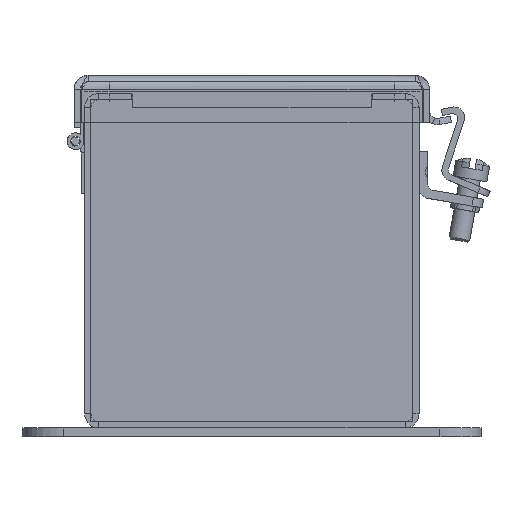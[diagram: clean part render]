
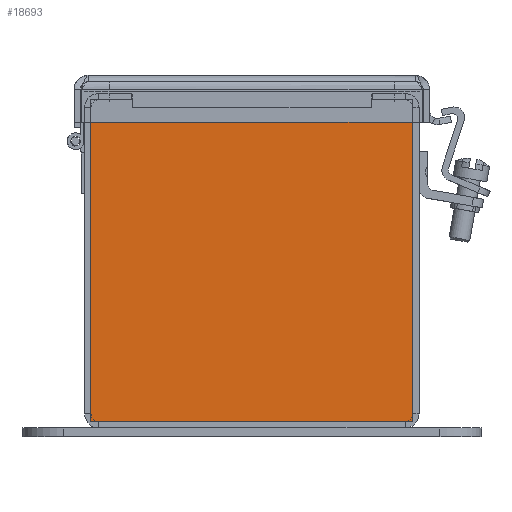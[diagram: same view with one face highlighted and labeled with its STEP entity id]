
A CAD part, left-side view. The second image highlights one B-rep face of the part: STEP entity #18693.
In plain terms, the highlighted face is planar.
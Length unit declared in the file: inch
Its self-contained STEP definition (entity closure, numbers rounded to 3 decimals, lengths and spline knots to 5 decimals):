
#540=PLANE('',#19862);
#1117=FACE_OUTER_BOUND('',#2052,.T.);
#2052=EDGE_LOOP('',(#12334,#12335,#12336,#12337,#12338,#12339,#12340,#12341,
#12342,#12343,#12344,#12345));
#4003=LINE('',#26880,#5911);
#4018=LINE('',#26916,#5926);
#4021=LINE('',#26923,#5929);
#4025=LINE('',#26930,#5933);
#4027=LINE('',#26934,#5935);
#4028=LINE('',#26936,#5936);
#4029=LINE('',#26938,#5937);
#4030=LINE('',#26940,#5938);
#4031=LINE('',#26942,#5939);
#4032=LINE('',#26944,#5940);
#4033=LINE('',#26946,#5941);
#4034=LINE('',#26947,#5942);
#5911=VECTOR('',#21641,0.3937);
#5926=VECTOR('',#21680,0.3937);
#5929=VECTOR('',#21685,0.3937);
#5933=VECTOR('',#21691,0.3937);
#5935=VECTOR('',#21695,0.3937);
#5936=VECTOR('',#21696,0.3937);
#5937=VECTOR('',#21697,0.3937);
#5938=VECTOR('',#21698,0.3937);
#5939=VECTOR('',#21699,0.3937);
#5940=VECTOR('',#21700,0.3937);
#5941=VECTOR('',#21701,0.3937);
#5942=VECTOR('',#21702,0.3937);
#7800=VERTEX_POINT('',#26877);
#7801=VERTEX_POINT('',#26879);
#7810=VERTEX_POINT('',#26915);
#7812=VERTEX_POINT('',#26921);
#7813=VERTEX_POINT('',#26922);
#7816=VERTEX_POINT('',#26933);
#7817=VERTEX_POINT('',#26935);
#7818=VERTEX_POINT('',#26937);
#7819=VERTEX_POINT('',#26939);
#7820=VERTEX_POINT('',#26941);
#7821=VERTEX_POINT('',#26943);
#7822=VERTEX_POINT('',#26945);
#9570=EDGE_CURVE('',#7801,#7800,#4003,.T.);
#9588=EDGE_CURVE('',#7810,#7801,#4018,.T.);
#9591=EDGE_CURVE('',#7812,#7813,#4021,.T.);
#9595=EDGE_CURVE('',#7813,#7810,#4025,.T.);
#9597=EDGE_CURVE('',#7800,#7816,#4027,.T.);
#9598=EDGE_CURVE('',#7816,#7817,#4028,.T.);
#9599=EDGE_CURVE('',#7817,#7818,#4029,.T.);
#9600=EDGE_CURVE('',#7818,#7819,#4030,.T.);
#9601=EDGE_CURVE('',#7819,#7820,#4031,.T.);
#9602=EDGE_CURVE('',#7820,#7821,#4032,.T.);
#9603=EDGE_CURVE('',#7821,#7822,#4033,.T.);
#9604=EDGE_CURVE('',#7822,#7812,#4034,.T.);
#12334=ORIENTED_EDGE('',*,*,#9591,.T.);
#12335=ORIENTED_EDGE('',*,*,#9595,.T.);
#12336=ORIENTED_EDGE('',*,*,#9588,.T.);
#12337=ORIENTED_EDGE('',*,*,#9570,.T.);
#12338=ORIENTED_EDGE('',*,*,#9597,.T.);
#12339=ORIENTED_EDGE('',*,*,#9598,.T.);
#12340=ORIENTED_EDGE('',*,*,#9599,.T.);
#12341=ORIENTED_EDGE('',*,*,#9600,.T.);
#12342=ORIENTED_EDGE('',*,*,#9601,.T.);
#12343=ORIENTED_EDGE('',*,*,#9602,.T.);
#12344=ORIENTED_EDGE('',*,*,#9603,.T.);
#12345=ORIENTED_EDGE('',*,*,#9604,.T.);
#18693=ADVANCED_FACE('',(#1117),#540,.F.);
#19862=AXIS2_PLACEMENT_3D('',#26932,#21693,#21694);
#21641=DIRECTION('',(1.,0.,0.));
#21680=DIRECTION('',(0.,1.,0.));
#21685=DIRECTION('',(0.,-1.,0.));
#21691=DIRECTION('',(1.,0.,0.));
#21693=DIRECTION('center_axis',(0.,0.,1.));
#21694=DIRECTION('ref_axis',(1.,0.,0.));
#21695=DIRECTION('',(0.,-1.,0.));
#21696=DIRECTION('',(1.,0.,0.));
#21697=DIRECTION('',(0.,1.,0.));
#21698=DIRECTION('',(1.,0.,0.));
#21699=DIRECTION('',(0.,-1.,0.));
#21700=DIRECTION('',(-1.,0.,0.));
#21701=DIRECTION('',(0.,1.,0.));
#21702=DIRECTION('',(1.,0.,0.));
#26877=CARTESIAN_POINT('',(1.4275,1.83225,0.));
#26879=CARTESIAN_POINT('',(-1.4275,1.83225,0.));
#26880=CARTESIAN_POINT('',(-0.71375,1.83225,0.));
#26915=CARTESIAN_POINT('',(-1.4275,1.83205,0.));
#26916=CARTESIAN_POINT('',(-1.4275,0.91602,0.));
#26921=CARTESIAN_POINT('',(-1.4277,1.926,0.));
#26922=CARTESIAN_POINT('',(-1.4277,1.83205,0.));
#26923=CARTESIAN_POINT('',(-1.4277,0.963,0.));
#26930=CARTESIAN_POINT('',(-0.71385,1.83205,0.));
#26932=CARTESIAN_POINT('Origin',(0.,0.,
0.));
#26933=CARTESIAN_POINT('',(1.4275,1.83205,0.));
#26934=CARTESIAN_POINT('',(1.4275,0.963,0.));
#26935=CARTESIAN_POINT('',(1.4277,1.83205,0.));
#26936=CARTESIAN_POINT('',(0.71375,1.83205,0.));
#26937=CARTESIAN_POINT('',(1.4277,1.926,0.));
#26938=CARTESIAN_POINT('',(1.4277,0.91603,0.));
#26939=CARTESIAN_POINT('',(1.926,1.926,0.));
#26940=CARTESIAN_POINT('',(-1.926,1.926,0.));
#26941=CARTESIAN_POINT('',(1.926,-1.926,0.));
#26942=CARTESIAN_POINT('',(1.926,1.926,0.));
#26943=CARTESIAN_POINT('',(-1.926,-1.926,0.));
#26944=CARTESIAN_POINT('',(1.926,-1.926,0.));
#26945=CARTESIAN_POINT('',(-1.926,1.926,0.));
#26946=CARTESIAN_POINT('',(-1.926,-1.926,0.));
#26947=CARTESIAN_POINT('',(-1.926,1.926,0.));
